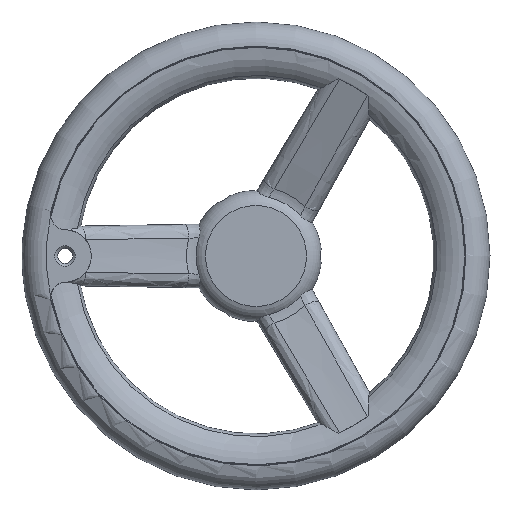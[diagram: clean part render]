
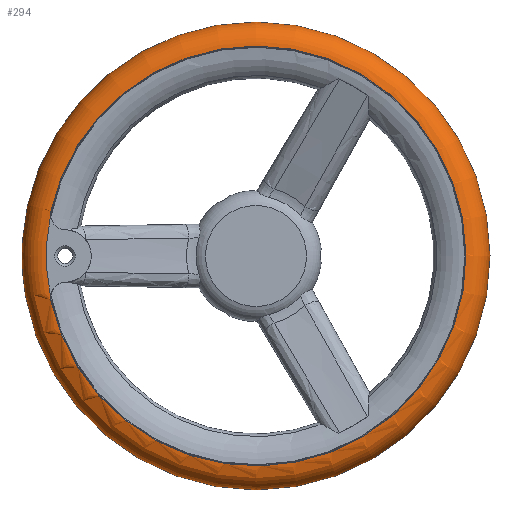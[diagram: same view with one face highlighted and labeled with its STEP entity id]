
A CAD part, left-side view. The second image highlights one B-rep face of the part: STEP entity #294.
In plain terms, the highlighted toroidal (fillet/blend) face has major radius 112 mm and minor radius 13 mm.
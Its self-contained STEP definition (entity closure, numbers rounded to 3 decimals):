
#144=TOROIDAL_SURFACE('',#1658,112.,13.);
#174=FACE_BOUND('',#475,.T.);
#175=FACE_BOUND('',#476,.T.);
#176=FACE_BOUND('',#477,.T.);
#221=CIRCLE('',#1619,112.);
#244=CIRCLE('',#1654,112.166);
#245=CIRCLE('',#1656,118.072);
#246=CIRCLE('',#1657,112.166);
#294=ADVANCED_FACE('',(#174,#175,#176),#144,.T.);
#475=EDGE_LOOP('',(#664,#665,#666));
#476=EDGE_LOOP('',(#667));
#477=EDGE_LOOP('',(#668,#669,#670,#671));
#664=ORIENTED_EDGE('',*,*,#1284,.F.);
#665=ORIENTED_EDGE('',*,*,#1285,.T.);
#666=ORIENTED_EDGE('',*,*,#1286,.T.);
#667=ORIENTED_EDGE('',*,*,#1287,.T.);
#668=ORIENTED_EDGE('',*,*,#1211,.F.);
#669=ORIENTED_EDGE('',*,*,#1288,.T.);
#670=ORIENTED_EDGE('',*,*,#1283,.F.);
#671=ORIENTED_EDGE('',*,*,#1289,.T.);
#1045=VERTEX_POINT('',#2007);
#1046=VERTEX_POINT('',#2009);
#1100=VERTEX_POINT('',#2345);
#1101=VERTEX_POINT('',#2359);
#1102=VERTEX_POINT('',#2363);
#1103=VERTEX_POINT('',#2364);
#1104=VERTEX_POINT('',#2369);
#1105=VERTEX_POINT('',#2376);
#1211=EDGE_CURVE('',#1045,#1046,#221,.T.);
#1283=EDGE_CURVE('',#1101,#1100,#244,.T.);
#1284=EDGE_CURVE('',#1102,#1103,#245,.T.);
#1285=EDGE_CURVE('',#1102,#1104,#1492,.T.);
#1286=EDGE_CURVE('',#1104,#1103,#1493,.T.);
#1287=EDGE_CURVE('',#1105,#1105,#246,.T.);
#1288=EDGE_CURVE('',#1045,#1100,#1494,.T.);
#1289=EDGE_CURVE('',#1101,#1046,#1495,.T.);
#1492=B_SPLINE_CURVE_WITH_KNOTS('',3,(#2365,#2366,#2367,#2368),.UNSPECIFIED.,
.F.,.F.,(4,4),(0.,1.),.UNSPECIFIED.);
#1493=B_SPLINE_CURVE_WITH_KNOTS('',3,(#2370,#2371,#2372,#2373,#2374),.UNSPECIFIED.,
.F.,.F.,(4,1,4),(0.,0.5,1.),.UNSPECIFIED.);
#1494=B_SPLINE_CURVE_WITH_KNOTS('',3,(#2377,#2378,#2379,#2380),.UNSPECIFIED.,
.F.,.F.,(4,4),(0.,1.),.UNSPECIFIED.);
#1495=B_SPLINE_CURVE_WITH_KNOTS('',3,(#2381,#2382,#2383,#2384),.UNSPECIFIED.,
.F.,.F.,(4,4),(0.,1.),.UNSPECIFIED.);
#1619=AXIS2_PLACEMENT_3D('',#2008,#1745,#1746);
#1654=AXIS2_PLACEMENT_3D('',#2360,#1820,#1821);
#1656=AXIS2_PLACEMENT_3D('',#2362,#1824,#1825);
#1657=AXIS2_PLACEMENT_3D('',#2375,#1826,#1827);
#1658=AXIS2_PLACEMENT_3D('',#2385,#1828,#1829);
#1745=DIRECTION('',(-1.,0.,0.));
#1746=DIRECTION('',(0.,0.,1.));
#1820=DIRECTION('',(-1.,0.,0.));
#1821=DIRECTION('',(0.,0.,1.));
#1824=DIRECTION('',(-1.,0.,0.));
#1825=DIRECTION('',(0.,0.,1.));
#1826=DIRECTION('',(-1.,0.,0.));
#1827=DIRECTION('',(0.,0.,1.));
#1828=DIRECTION('',(-1.,0.,0.));
#1829=DIRECTION('',(0.,0.,1.));
#2007=CARTESIAN_POINT('',(328.654,261.245,23.589));
#2008=CARTESIAN_POINT('',(328.654,151.758,0.));
#2009=CARTESIAN_POINT('',(328.654,261.248,-23.579));
#2345=CARTESIAN_POINT('',(328.656,261.404,23.644));
#2359=CARTESIAN_POINT('',(328.656,261.423,-23.557));
#2360=CARTESIAN_POINT('',(328.656,151.758,0.));
#2362=CARTESIAN_POINT('',(353.149,151.758,0.));
#2363=CARTESIAN_POINT('',(353.149,267.018,25.614));
#2364=CARTESIAN_POINT('',(353.149,267.275,24.428));
#2365=CARTESIAN_POINT('',(353.149,267.018,25.614));
#2366=CARTESIAN_POINT('',(353.101,267.104,25.644));
#2367=CARTESIAN_POINT('',(353.052,267.19,25.674));
#2368=CARTESIAN_POINT('',(353.002,267.275,25.704));
#2369=CARTESIAN_POINT('',(353.002,267.275,25.704));
#2370=CARTESIAN_POINT('',(353.002,267.275,25.704));
#2371=CARTESIAN_POINT('',(353.028,267.275,25.492));
#2372=CARTESIAN_POINT('',(353.078,267.275,25.067));
#2373=CARTESIAN_POINT('',(353.126,267.275,24.641));
#2374=CARTESIAN_POINT('',(353.149,267.275,24.428));
#2375=CARTESIAN_POINT('',(354.653,151.758,0.));
#2376=CARTESIAN_POINT('',(354.653,151.758,112.166));
#2377=CARTESIAN_POINT('',(328.654,261.245,23.589));
#2378=CARTESIAN_POINT('',(328.654,261.298,23.607));
#2379=CARTESIAN_POINT('',(328.655,261.351,23.626));
#2380=CARTESIAN_POINT('',(328.656,261.404,23.644));
#2381=CARTESIAN_POINT('',(328.656,261.423,-23.557));
#2382=CARTESIAN_POINT('',(328.655,261.364,-23.564));
#2383=CARTESIAN_POINT('',(328.654,261.306,-23.572));
#2384=CARTESIAN_POINT('',(328.654,261.248,-23.579));
#2385=CARTESIAN_POINT('',(341.654,151.758,0.));
